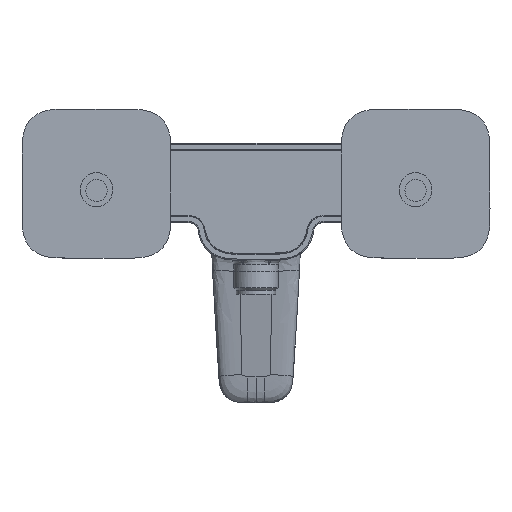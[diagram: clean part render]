
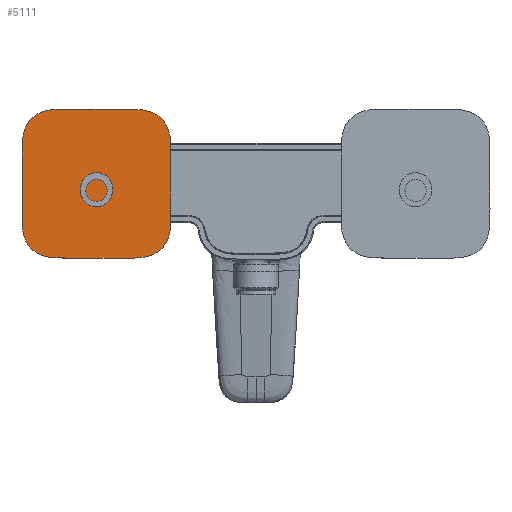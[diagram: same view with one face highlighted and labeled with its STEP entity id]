
A CAD part, left-side view. The second image highlights one B-rep face of the part: STEP entity #5111.
In plain terms, the highlighted planar face has unit normal (-1, 0, 0).
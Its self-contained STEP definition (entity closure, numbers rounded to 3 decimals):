
#673=PLANE('',#6013);
#2222=ORIENTED_EDGE('',*,*,#2978,.F.);
#2223=ORIENTED_EDGE('',*,*,#2989,.F.);
#2978=EDGE_CURVE('',#3465,#3466,#3839,.T.);
#2989=EDGE_CURVE('',#3466,#3465,#3844,.T.);
#3465=VERTEX_POINT('',#16850);
#3466=VERTEX_POINT('',#16851);
#3839=B_SPLINE_CURVE_WITH_KNOTS('',5,(#16809,#16810,#16811,#16812,#16813,
#16814,#16815,#16816,#16817,#16818,#16819,#16820,#16821,#16822,#16823,#16824,
#16825,#16826,#16827,#16828,#16829,#16830,#16831,#16832,#16833,#16834,#16835,
#16836,#16837,#16838,#16839,#16840,#16841,#16842,#16843,#16844,#16845,#16846,
#16847,#16848,#16849),.UNSPECIFIED.,.F.,.F.,(6,5,5,5,5,5,5,5,6),(133.317,
133.409,164.887,164.978,199.976,200.067,
231.545,231.637,266.635),.UNSPECIFIED.);
#3844=B_SPLINE_CURVE_WITH_KNOTS('',5,(#17649,#17650,#17651,#17652,#17653,
#17654,#17655,#17656,#17657,#17658,#17659,#17660,#17661,#17662,#17663,#17664,
#17665,#17666,#17667,#17668,#17669,#17670,#17671,#17672,#17673,#17674,#17675,
#17676,#17677,#17678,#17679,#17680,#17681,#17682,#17683,#17684,#17685,#17686,
#17687,#17688,#17689),.UNSPECIFIED.,.F.,.F.,(6,5,5,5,5,5,5,5,6),(0.,0.091,
31.569,31.661,66.659,66.75,98.228,
98.319,133.317),.UNSPECIFIED.);
#4237=EDGE_LOOP('',(#2222,#2223));
#4667=FACE_BOUND('',#4237,.T.);
#5111=ADVANCED_FACE('',(#4667),#673,.T.);
#6013=AXIS2_PLACEMENT_3D('',#17648,#6948,#6949);
#6948=DIRECTION('',(-1.,0.,0.));
#6949=DIRECTION('',(0.,0.,1.));
#16809=CARTESIAN_POINT('',(0.,-15.,0.));
#16810=CARTESIAN_POINT('',(0.,-14.983,0.));
#16811=CARTESIAN_POINT('',(0.,-14.965,0.));
#16812=CARTESIAN_POINT('',(0.,-14.948,0.));
#16813=CARTESIAN_POINT('',(0.,-14.931,0.));
#16814=CARTESIAN_POINT('',(0.,-14.913,0.));
#16815=CARTESIAN_POINT('',(0.,-8.931,0.));
#16816=CARTESIAN_POINT('',(0.,-2.948,0.));
#16817=CARTESIAN_POINT('',(0.,3.035,0.));
#16818=CARTESIAN_POINT('',(0.,9.017,0.));
#16819=CARTESIAN_POINT('',(0.,15.,0.));
#16820=CARTESIAN_POINT('',(0.,15.019,0.));
#16821=CARTESIAN_POINT('',(0.,15.037,0.));
#16822=CARTESIAN_POINT('',(0.,15.056,0.));
#16823=CARTESIAN_POINT('',(0.,15.075,0.));
#16824=CARTESIAN_POINT('',(0.,15.093,0.));
#16825=CARTESIAN_POINT('',(0.,22.247,0.));
#16826=CARTESIAN_POINT('',(0.,29.39,0.044));
#16827=CARTESIAN_POINT('',(0.,35.,5.692));
#16828=CARTESIAN_POINT('',(0.,35.,12.846));
#16829=CARTESIAN_POINT('',(0.,35.,20.));
#16830=CARTESIAN_POINT('',(0.,35.,20.017));
#16831=CARTESIAN_POINT('',(0.,35.,20.035));
#16832=CARTESIAN_POINT('',(0.,35.,20.052));
#16833=CARTESIAN_POINT('',(0.,35.,20.069));
#16834=CARTESIAN_POINT('',(0.,35.,20.087));
#16835=CARTESIAN_POINT('',(0.,35.,26.069));
#16836=CARTESIAN_POINT('',(0.,35.,32.052));
#16837=CARTESIAN_POINT('',(0.,35.,38.035));
#16838=CARTESIAN_POINT('',(0.,35.,44.017));
#16839=CARTESIAN_POINT('',(0.,35.,50.));
#16840=CARTESIAN_POINT('',(0.,35.,50.019));
#16841=CARTESIAN_POINT('',(0.,35.,50.037));
#16842=CARTESIAN_POINT('',(0.,35.,50.056));
#16843=CARTESIAN_POINT('',(0.,35.,50.075));
#16844=CARTESIAN_POINT('',(0.,35.,50.093));
#16845=CARTESIAN_POINT('',(0.,35.,57.247));
#16846=CARTESIAN_POINT('',(0.,34.956,64.39));
#16847=CARTESIAN_POINT('',(0.,29.308,70.));
#16848=CARTESIAN_POINT('',(0.,22.154,70.));
#16849=CARTESIAN_POINT('',(0.,15.,70.));
#16850=CARTESIAN_POINT('',(0.,-15.,0.));
#16851=CARTESIAN_POINT('',(0.,15.,70.));
#17648=CARTESIAN_POINT('',(0.,-35.7,-0.7));
#17649=CARTESIAN_POINT('',(0.,15.,70.));
#17650=CARTESIAN_POINT('',(0.,14.983,70.));
#17651=CARTESIAN_POINT('',(0.,14.965,70.));
#17652=CARTESIAN_POINT('',(0.,14.948,70.));
#17653=CARTESIAN_POINT('',(0.,14.931,70.));
#17654=CARTESIAN_POINT('',(0.,14.913,70.));
#17655=CARTESIAN_POINT('',(0.,8.931,70.));
#17656=CARTESIAN_POINT('',(0.,2.948,70.));
#17657=CARTESIAN_POINT('',(0.,-3.035,70.));
#17658=CARTESIAN_POINT('',(0.,-9.017,70.));
#17659=CARTESIAN_POINT('',(0.,-15.,70.));
#17660=CARTESIAN_POINT('',(0.,-15.019,70.));
#17661=CARTESIAN_POINT('',(0.,-15.037,70.));
#17662=CARTESIAN_POINT('',(0.,-15.056,70.));
#17663=CARTESIAN_POINT('',(0.,-15.075,70.));
#17664=CARTESIAN_POINT('',(0.,-15.093,70.));
#17665=CARTESIAN_POINT('',(0.,-22.247,70.));
#17666=CARTESIAN_POINT('',(0.,-29.39,69.956));
#17667=CARTESIAN_POINT('',(0.,-35.,64.308));
#17668=CARTESIAN_POINT('',(0.,-35.,57.154));
#17669=CARTESIAN_POINT('',(0.,-35.,50.));
#17670=CARTESIAN_POINT('',(0.,-35.,49.983));
#17671=CARTESIAN_POINT('',(0.,-35.,49.965));
#17672=CARTESIAN_POINT('',(0.,-35.,49.948));
#17673=CARTESIAN_POINT('',(0.,-35.,49.931));
#17674=CARTESIAN_POINT('',(0.,-35.,49.913));
#17675=CARTESIAN_POINT('',(0.,-35.,43.931));
#17676=CARTESIAN_POINT('',(0.,-35.,37.948));
#17677=CARTESIAN_POINT('',(0.,-35.,31.965));
#17678=CARTESIAN_POINT('',(0.,-35.,25.983));
#17679=CARTESIAN_POINT('',(0.,-35.,20.));
#17680=CARTESIAN_POINT('',(0.,-35.,19.981));
#17681=CARTESIAN_POINT('',(0.,-35.,19.963));
#17682=CARTESIAN_POINT('',(0.,-35.,19.944));
#17683=CARTESIAN_POINT('',(0.,-35.,19.925));
#17684=CARTESIAN_POINT('',(0.,-35.,19.907));
#17685=CARTESIAN_POINT('',(0.,-35.,12.753));
#17686=CARTESIAN_POINT('',(0.,-34.956,5.61));
#17687=CARTESIAN_POINT('',(0.,-29.308,0.));
#17688=CARTESIAN_POINT('',(0.,-22.154,0.));
#17689=CARTESIAN_POINT('',(0.,-15.,0.));
